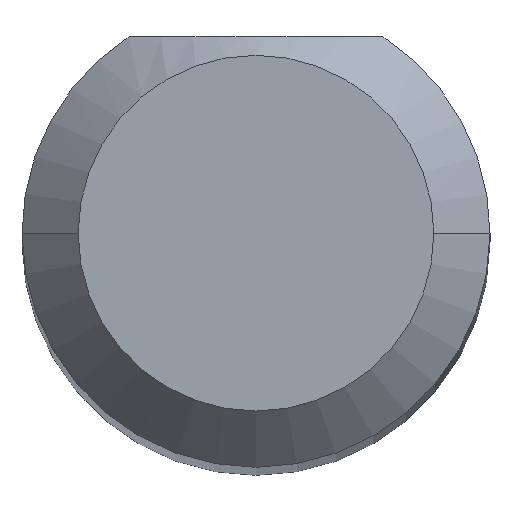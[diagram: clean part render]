
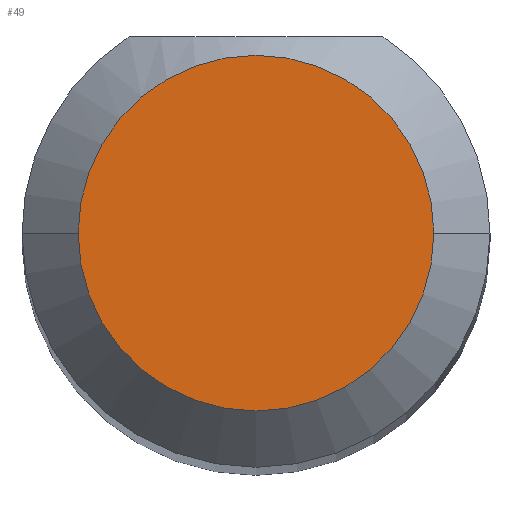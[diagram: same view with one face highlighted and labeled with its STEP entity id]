
A CAD part, top view. The second image highlights one B-rep face of the part: STEP entity #49.
In plain terms, the highlighted planar face has unit normal (0, 0, 1).
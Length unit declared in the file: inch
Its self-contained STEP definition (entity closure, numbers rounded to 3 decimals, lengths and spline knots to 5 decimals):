
#17 = CARTESIAN_POINT ( 'NONE',  ( 0.25, 0., 1.5 ) ) ;
#47 = DIRECTION ( 'NONE',  ( 0., 0., -1. ) ) ;
#49 = ADVANCED_FACE ( 'NONE', ( #348 ), #652, .T. ) ;
#152 = AXIS2_PLACEMENT_3D ( 'NONE', #17, #184, #252 ) ;
#164 = CARTESIAN_POINT ( 'NONE',  ( 0.25, 0., 1.5 ) ) ;
#184 = DIRECTION ( 'NONE',  ( 0., 0., -1. ) ) ;
#236 = VERTEX_POINT ( 'NONE', #493 ) ;
#237 = CARTESIAN_POINT ( 'NONE',  ( 0.25, 0., 1.5 ) ) ;
#252 = DIRECTION ( 'NONE',  ( -1., 0., 0. ) ) ;
#279 = DIRECTION ( 'NONE',  ( -1., 0., 0. ) ) ;
#344 = EDGE_CURVE ( 'NONE', #368, #236, #685, .T. ) ;
#348 = FACE_OUTER_BOUND ( 'NONE', #406, .T. ) ;
#368 = VERTEX_POINT ( 'NONE', #625 ) ;
#406 = EDGE_LOOP ( 'NONE', ( #690, #585 ) ) ;
#436 = CIRCLE ( 'NONE', #152, 0.0475 ) ;
#474 = AXIS2_PLACEMENT_3D ( 'NONE', #164, #47, #279 ) ;
#493 = CARTESIAN_POINT ( 'NONE',  ( 0.2025, 0., 1.5 ) ) ;
#526 = AXIS2_PLACEMENT_3D ( 'NONE', #237, #597, #704 ) ;
#585 = ORIENTED_EDGE ( 'NONE', *, *, #663, .F. ) ;
#597 = DIRECTION ( 'NONE',  ( 0., 0., 1. ) ) ;
#625 = CARTESIAN_POINT ( 'NONE',  ( 0.2975, 0., 1.5 ) ) ;
#652 = PLANE ( 'NONE',  #526 ) ;
#663 = EDGE_CURVE ( 'NONE', #236, #368, #436, .T. ) ;
#685 = CIRCLE ( 'NONE', #474, 0.0475 ) ;
#690 = ORIENTED_EDGE ( 'NONE', *, *, #344, .F. ) ;
#704 = DIRECTION ( 'NONE',  ( -1., 0., 0. ) ) ;
